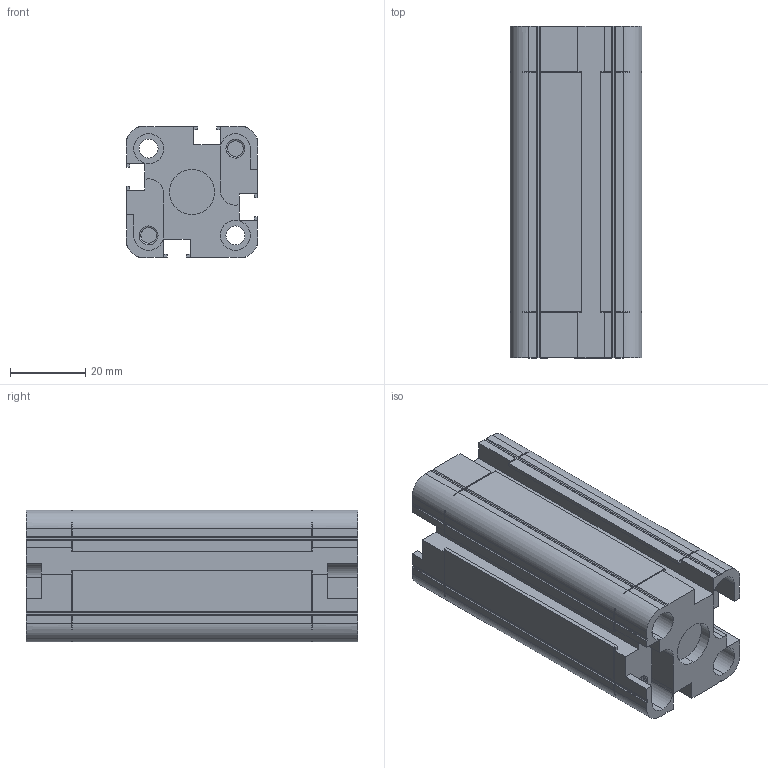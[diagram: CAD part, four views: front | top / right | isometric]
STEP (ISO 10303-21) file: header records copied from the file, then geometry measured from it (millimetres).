
FILE_DESCRIPTION (( 'STEP AP203' ), '1' );
FILE_NAME ('8.8cm Cylinder_Default_sldprt.STEP', '2023-10-19T05:33:39', ( '' ), ( '' ), 'SwSTEP 2.0', 'SolidWorks 2023', '' );
FILE_SCHEMA (( 'CONFIG_CONTROL_DESIGN' ));
Length unit declared in the file: millimetre
Products named in the file (1): 8.8cm Cylinder_Default_sldprt
Bounding box: 35 x 88 x 35 mm (x, y, z)
Volume: 63772.5 mm3; surface area: 27662.6 mm2
Topology: 1 solids, 1 shells, 357 faces, 1014 edges, 668 vertices
Faces by surface type: plane 201, cylinder 144, bspline 12
Entity records: 16061 total; most frequent: CARTESIAN_POINT 6936, ORIENTED_EDGE 2028, DIRECTION 1778, EDGE_CURVE 1014, VERTEX_POINT 668, VECTOR 662, LINE 662, AXIS2_PLACEMENT_3D 558
